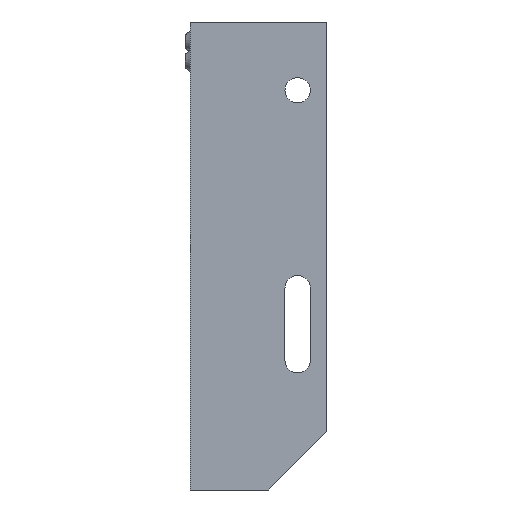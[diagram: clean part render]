
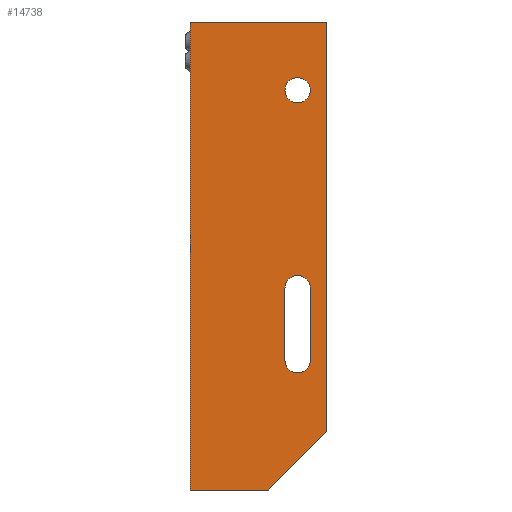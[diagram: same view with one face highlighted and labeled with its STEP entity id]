
A CAD part, left-side view. The second image highlights one B-rep face of the part: STEP entity #14738.
In plain terms, the highlighted planar face has unit normal (-1, 0, 0).
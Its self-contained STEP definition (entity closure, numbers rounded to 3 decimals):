
#158 = CARTESIAN_POINT ( 'NONE',  ( -300., 8.5, -136.5 ) ) ;
#343 = VECTOR ( 'NONE', #5076, 1000. ) ;
#754 = DIRECTION ( 'NONE',  ( 0., -1., 0. ) ) ;
#836 = AXIS2_PLACEMENT_3D ( 'NONE', #5625, #21384, #21468 ) ;
#1154 = DIRECTION ( 'NONE',  ( 1., 0., 0. ) ) ;
#1326 = CARTESIAN_POINT ( 'NONE',  ( -300., 15., -173.5 ) ) ;
#1429 = CARTESIAN_POINT ( 'NONE',  ( -300., 21.5, -136.5 ) ) ;
#1633 = VERTEX_POINT ( 'NONE', #22087 ) ;
#1737 = VERTEX_POINT ( 'NONE', #6399 ) ;
#2157 = VECTOR ( 'NONE', #12626, 1000. ) ;
#2749 = ORIENTED_EDGE ( 'NONE', *, *, #12583, .F. ) ;
#2958 = CARTESIAN_POINT ( 'NONE',  ( -300., 15., -28.5 ) ) ;
#3192 = ORIENTED_EDGE ( 'NONE', *, *, #14775, .F. ) ;
#3210 = CIRCLE ( 'NONE', #24858, 6.5 ) ;
#3302 = DIRECTION ( 'NONE',  ( 0., 0., -1. ) ) ;
#3567 = VERTEX_POINT ( 'NONE', #1429 ) ;
#3901 = EDGE_LOOP ( 'NONE', ( #4706, #8913, #8220, #9227, #11824 ) ) ;
#4216 = DIRECTION ( 'NONE',  ( 1., 0., 0. ) ) ;
#4351 = FACE_BOUND ( 'NONE', #3901, .T. ) ;
#4706 = ORIENTED_EDGE ( 'NONE', *, *, #23915, .T. ) ;
#4780 = EDGE_CURVE ( 'NONE', #20877, #18119, #3210, .T. ) ;
#5076 = DIRECTION ( 'NONE',  ( 0., 0., 1. ) ) ;
#5122 = CARTESIAN_POINT ( 'NONE',  ( -300., 15., -173.5 ) ) ;
#5169 = LINE ( 'NONE', #18886, #15100 ) ;
#5213 = VERTEX_POINT ( 'NONE', #158 ) ;
#5542 = EDGE_CURVE ( 'NONE', #18119, #20877, #10286, .T. ) ;
#5558 = ORIENTED_EDGE ( 'NONE', *, *, #7265, .F. ) ;
#5575 = LINE ( 'NONE', #24753, #343 ) ;
#5625 = CARTESIAN_POINT ( 'NONE',  ( -300., 0., 0. ) ) ;
#6399 = CARTESIAN_POINT ( 'NONE',  ( -300., 70., -240. ) ) ;
#6402 = CIRCLE ( 'NONE', #18788, 6.5 ) ;
#6606 = CARTESIAN_POINT ( 'NONE',  ( -300., 30., -240. ) ) ;
#7035 = DIRECTION ( 'NONE',  ( 1., 0., 0. ) ) ;
#7115 = DIRECTION ( 'NONE',  ( 0., 0., -1. ) ) ;
#7265 = EDGE_CURVE ( 'NONE', #16129, #21687, #17342, .T. ) ;
#7605 = PLANE ( 'NONE',  #836 ) ;
#7695 = DIRECTION ( 'NONE',  ( 0., 0., -1. ) ) ;
#8114 = VERTEX_POINT ( 'NONE', #23986 ) ;
#8220 = ORIENTED_EDGE ( 'NONE', *, *, #14660, .T. ) ;
#8238 = CARTESIAN_POINT ( 'NONE',  ( -300., 15., -41.5 ) ) ;
#8743 = EDGE_CURVE ( 'NONE', #21687, #1737, #16972, .T. ) ;
#8913 = ORIENTED_EDGE ( 'NONE', *, *, #9322, .T. ) ;
#9227 = ORIENTED_EDGE ( 'NONE', *, *, #24645, .T. ) ;
#9322 = EDGE_CURVE ( 'NONE', #21661, #14153, #6402, .T. ) ;
#10286 = CIRCLE ( 'NONE', #13265, 6.5 ) ;
#10435 = CIRCLE ( 'NONE', #21267, 6.5 ) ;
#10836 = CARTESIAN_POINT ( 'NONE',  ( -300., 0., -210. ) ) ;
#11012 = DIRECTION ( 'NONE',  ( 0., 0., 1. ) ) ;
#11824 = ORIENTED_EDGE ( 'NONE', *, *, #17194, .T. ) ;
#12212 = DIRECTION ( 'NONE',  ( 0., 0., -1. ) ) ;
#12583 = EDGE_CURVE ( 'NONE', #16152, #1633, #16169, .T. ) ;
#12626 = DIRECTION ( 'NONE',  ( 0., 0.707, -0.707 ) ) ;
#13017 = CARTESIAN_POINT ( 'NONE',  ( -300., 15., -136.5 ) ) ;
#13265 = AXIS2_PLACEMENT_3D ( 'NONE', #18893, #7035, #20887 ) ;
#13657 = FACE_OUTER_BOUND ( 'NONE', #22852, .T. ) ;
#14134 = CARTESIAN_POINT ( 'NONE',  ( -300., 8.5, -136.5 ) ) ;
#14153 = VERTEX_POINT ( 'NONE', #22544 ) ;
#14404 = CARTESIAN_POINT ( 'NONE',  ( -300., 8.5, -173.5 ) ) ;
#14489 = ORIENTED_EDGE ( 'NONE', *, *, #4780, .T. ) ;
#14592 = CARTESIAN_POINT ( 'NONE',  ( -300., 0., 0. ) ) ;
#14594 = AXIS2_PLACEMENT_3D ( 'NONE', #1326, #15182, #3302 ) ;
#14660 = EDGE_CURVE ( 'NONE', #14153, #8114, #20135, .T. ) ;
#14738 = ADVANCED_FACE ( 'NONE', ( #4351, #18907, #13657 ), #7605, .F. ) ;
#14775 = EDGE_CURVE ( 'NONE', #1633, #16129, #23574, .T. ) ;
#15008 = DIRECTION ( 'NONE',  ( 0., 0., -1. ) ) ;
#15100 = VECTOR ( 'NONE', #11012, 1000. ) ;
#15182 = DIRECTION ( 'NONE',  ( 1., 0., 0. ) ) ;
#16077 = CARTESIAN_POINT ( 'NONE',  ( -300., 15., -35. ) ) ;
#16129 = VERTEX_POINT ( 'NONE', #10836 ) ;
#16152 = VERTEX_POINT ( 'NONE', #22874 ) ;
#16169 = LINE ( 'NONE', #14592, #25490 ) ;
#16972 = LINE ( 'NONE', #18463, #17590 ) ;
#17194 = EDGE_CURVE ( 'NONE', #3567, #5213, #10435, .T. ) ;
#17214 = EDGE_CURVE ( 'NONE', #1737, #16152, #5169, .T. ) ;
#17342 = LINE ( 'NONE', #22490, #2157 ) ;
#17590 = VECTOR ( 'NONE', #22359, 1000. ) ;
#17739 = EDGE_LOOP ( 'NONE', ( #19227, #14489 ) ) ;
#17981 = ORIENTED_EDGE ( 'NONE', *, *, #8743, .F. ) ;
#18008 = VECTOR ( 'NONE', #12212, 1000. ) ;
#18073 = DIRECTION ( 'NONE',  ( 0., 0., -1. ) ) ;
#18119 = VERTEX_POINT ( 'NONE', #8238 ) ;
#18463 = CARTESIAN_POINT ( 'NONE',  ( -300., 70., -240. ) ) ;
#18788 = AXIS2_PLACEMENT_3D ( 'NONE', #5122, #18978, #7115 ) ;
#18886 = CARTESIAN_POINT ( 'NONE',  ( -300., 70., 0. ) ) ;
#18893 = CARTESIAN_POINT ( 'NONE',  ( -300., 15., -35. ) ) ;
#18907 = FACE_BOUND ( 'NONE', #17739, .T. ) ;
#18978 = DIRECTION ( 'NONE',  ( 1., 0., 0. ) ) ;
#19227 = ORIENTED_EDGE ( 'NONE', *, *, #5542, .T. ) ;
#20135 = CIRCLE ( 'NONE', #14594, 6.5 ) ;
#20877 = VERTEX_POINT ( 'NONE', #2958 ) ;
#20887 = DIRECTION ( 'NONE',  ( 0., 0., -1. ) ) ;
#21267 = AXIS2_PLACEMENT_3D ( 'NONE', #13017, #1154, #15008 ) ;
#21384 = DIRECTION ( 'NONE',  ( 1., 0., 0. ) ) ;
#21468 = DIRECTION ( 'NONE',  ( 0., 0., 1. ) ) ;
#21661 = VERTEX_POINT ( 'NONE', #14404 ) ;
#21687 = VERTEX_POINT ( 'NONE', #6606 ) ;
#22087 = CARTESIAN_POINT ( 'NONE',  ( -300., 0., 0. ) ) ;
#22359 = DIRECTION ( 'NONE',  ( 0., 1., 0. ) ) ;
#22490 = CARTESIAN_POINT ( 'NONE',  ( -300., 30., -240. ) ) ;
#22544 = CARTESIAN_POINT ( 'NONE',  ( -300., 15., -180. ) ) ;
#22852 = EDGE_LOOP ( 'NONE', ( #3192, #2749, #23684, #17981, #5558 ) ) ;
#22874 = CARTESIAN_POINT ( 'NONE',  ( -300., 70., 0. ) ) ;
#22948 = VECTOR ( 'NONE', #7695, 1000. ) ;
#23571 = CARTESIAN_POINT ( 'NONE',  ( -300., 0., -210. ) ) ;
#23574 = LINE ( 'NONE', #23571, #22948 ) ;
#23684 = ORIENTED_EDGE ( 'NONE', *, *, #17214, .F. ) ;
#23912 = LINE ( 'NONE', #14134, #18008 ) ;
#23915 = EDGE_CURVE ( 'NONE', #5213, #21661, #23912, .T. ) ;
#23986 = CARTESIAN_POINT ( 'NONE',  ( -300., 21.5, -173.5 ) ) ;
#24645 = EDGE_CURVE ( 'NONE', #8114, #3567, #5575, .T. ) ;
#24753 = CARTESIAN_POINT ( 'NONE',  ( -300., 21.5, -173.5 ) ) ;
#24858 = AXIS2_PLACEMENT_3D ( 'NONE', #16077, #4216, #18073 ) ;
#25490 = VECTOR ( 'NONE', #754, 1000. ) ;
